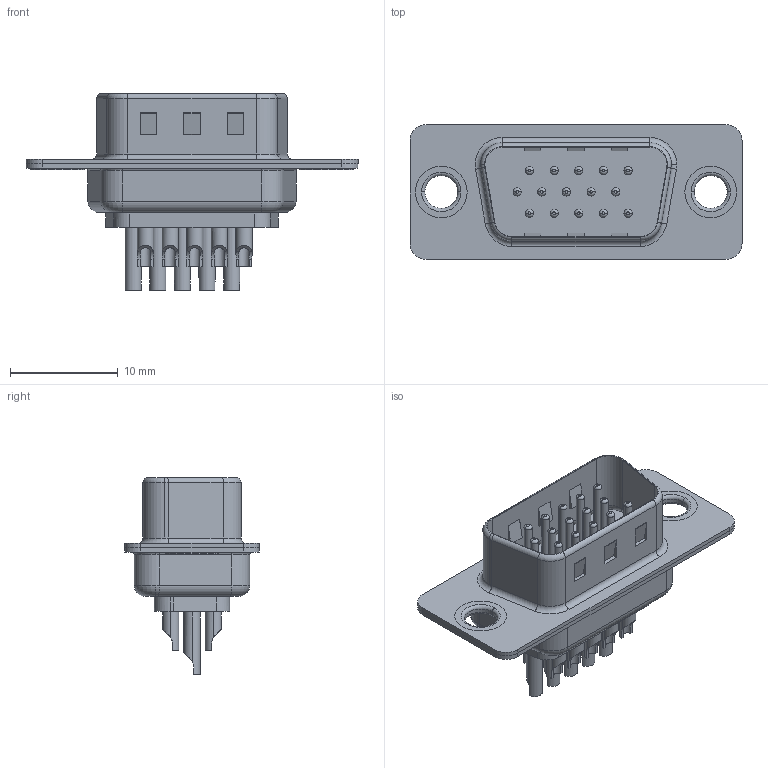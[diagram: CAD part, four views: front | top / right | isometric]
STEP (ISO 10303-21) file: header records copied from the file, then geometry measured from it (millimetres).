
FILE_DESCRIPTION (( 'STEP AP203' ), '1' );
FILE_NAME ('637-M15-332-BT1.STEP', '2018-11-19T22:38:04', ( '' ), ( '' ), 'SwSTEP 2.0', 'SolidWorks 2016', '' );
FILE_SCHEMA (( 'CONFIG_CONTROL_DESIGN' ));
Length unit declared in the file: millimetre
Products named in the file (8): 637M Housing_15 Contacts; 637M Shell Front_15 Contacts; 637M Shell Rear_15 Contacts; 637M Contact Row 1_32; 637M Contact Row 2_32; 637M Contact Row 3_32; 637M Thru Hole Rivet; 637-M15-332-BT1
Assembly tree (20 placements, depth 2):
  637-M15-332-BT1
    637M Housing_15 Contacts
    637M Shell Front_15 Contacts
    637M Shell Rear_15 Contacts
    637M Contact Row 1_32  x5
    637M Contact Row 2_32  x5
    637M Contact Row 3_32  x5
    637M Thru Hole Rivet  x2
Bounding box: 30.8 x 12.5 x 18.25 mm (x, y, z)
Volume: 1320.4 mm3; surface area: 4130 mm2
Topology: 20 solids, 20 shells, 833 faces, 1935 edges, 1183 vertices
Faces by surface type: cylinder 353, plane 242, torus 208, cone 30
Entity records: 14909 total; most frequent: DIRECTION 2587, CARTESIAN_POINT 2441, ORIENTED_EDGE 2194, EDGE_CURVE 1097, AXIS2_PLACEMENT_3D 1047, VERTEX_POINT 691, EDGE_LOOP 566, CIRCLE 559
